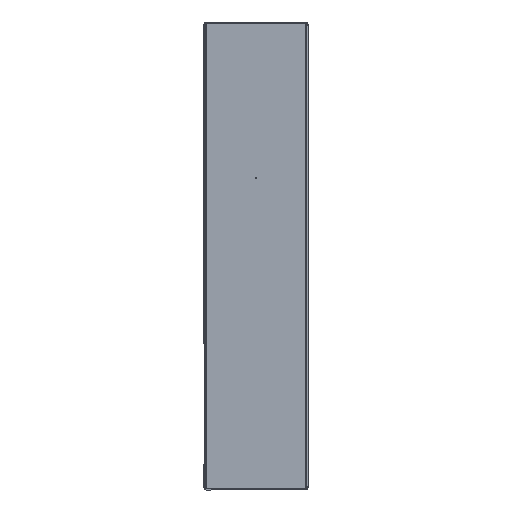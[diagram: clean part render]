
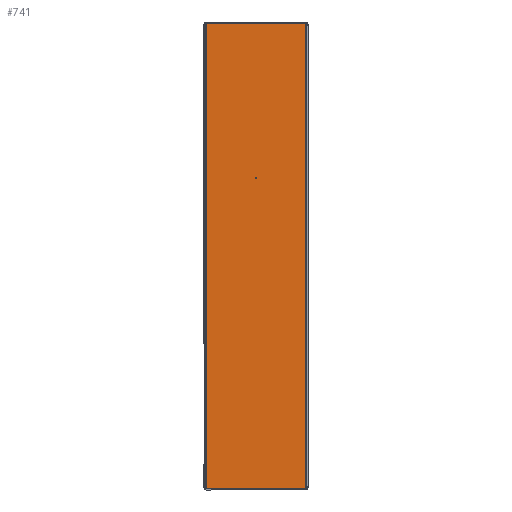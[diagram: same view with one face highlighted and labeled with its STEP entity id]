
A CAD part, left-side view. The second image highlights one B-rep face of the part: STEP entity #741.
In plain terms, the highlighted face is planar.
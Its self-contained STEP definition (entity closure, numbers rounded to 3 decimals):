
#52 = AXIS2_PLACEMENT_3D ( 'NONE', #102, #119, #1850 ) ;
#102 = CARTESIAN_POINT ( 'NONE',  ( -148.83, 48., 0. ) ) ;
#119 = DIRECTION ( 'NONE',  ( 0., 0., -1. ) ) ;
#143 = CARTESIAN_POINT ( 'NONE',  ( 0., 0., 0. ) ) ;
#248 = VERTEX_POINT ( 'NONE', #2164 ) ;
#290 = CARTESIAN_POINT ( 'NONE',  ( 0., 0., 0. ) ) ;
#363 = CARTESIAN_POINT ( 'NONE',  ( -447.66, 0., 0. ) ) ;
#412 = DIRECTION ( 'NONE',  ( 0., 0., -1. ) ) ;
#490 = LINE ( 'NONE', #1220, #1534 ) ;
#492 = VERTEX_POINT ( 'NONE', #2112 ) ;
#548 = EDGE_LOOP ( 'NONE', ( #2073, #1192, #954, #1122 ) ) ;
#579 = ORIENTED_EDGE ( 'NONE', *, *, #604, .T. ) ;
#604 = EDGE_CURVE ( 'NONE', #492, #1461, #1769, .T. ) ;
#659 = LINE ( 'NONE', #143, #1475 ) ;
#725 = EDGE_LOOP ( 'NONE', ( #2426, #579 ) ) ;
#741 = ADVANCED_FACE ( 'NONE', ( #1962, #1952 ), #1030, .T. ) ;
#792 = VECTOR ( 'NONE', #2232, 1000. ) ;
#848 = EDGE_CURVE ( 'NONE', #248, #2037, #2026, .T. ) ;
#854 = VECTOR ( 'NONE', #1111, 1000. ) ;
#868 = CARTESIAN_POINT ( 'NONE',  ( 0., 0., 0. ) ) ;
#871 = VERTEX_POINT ( 'NONE', #1270 ) ;
#954 = ORIENTED_EDGE ( 'NONE', *, *, #1502, .T. ) ;
#991 = CARTESIAN_POINT ( 'NONE',  ( -148.83, 48., 0. ) ) ;
#1030 = PLANE ( 'NONE',  #1689 ) ;
#1047 = VERTEX_POINT ( 'NONE', #2147 ) ;
#1050 = DIRECTION ( 'NONE',  ( 0., 0., 1. ) ) ;
#1111 = DIRECTION ( 'NONE',  ( 0., -1., 0. ) ) ;
#1122 = ORIENTED_EDGE ( 'NONE', *, *, #848, .T. ) ;
#1192 = ORIENTED_EDGE ( 'NONE', *, *, #2363, .T. ) ;
#1220 = CARTESIAN_POINT ( 'NONE',  ( 0., 96., 0. ) ) ;
#1270 = CARTESIAN_POINT ( 'NONE',  ( 0., 96., 0. ) ) ;
#1395 = DIRECTION ( 'NONE',  ( -1., 0., 0. ) ) ;
#1397 = DIRECTION ( 'NONE',  ( 1., 0., 0. ) ) ;
#1450 = EDGE_CURVE ( 'NONE', #2037, #871, #659, .T. ) ;
#1461 = VERTEX_POINT ( 'NONE', #2336 ) ;
#1475 = VECTOR ( 'NONE', #1966, 1000. ) ;
#1502 = EDGE_CURVE ( 'NONE', #1047, #248, #2212, .T. ) ;
#1516 = CIRCLE ( 'NONE', #52, 0.5 ) ;
#1534 = VECTOR ( 'NONE', #1395, 1000. ) ;
#1689 = AXIS2_PLACEMENT_3D ( 'NONE', #290, #1050, #1397 ) ;
#1742 = DIRECTION ( 'NONE',  ( 1., 0., 0. ) ) ;
#1769 = CIRCLE ( 'NONE', #2224, 0.5 ) ;
#1850 = DIRECTION ( 'NONE',  ( 1., 0., 0. ) ) ;
#1952 = FACE_OUTER_BOUND ( 'NONE', #548, .T. ) ;
#1962 = FACE_BOUND ( 'NONE', #725, .T. ) ;
#1966 = DIRECTION ( 'NONE',  ( 0., 1., 0. ) ) ;
#2015 = CARTESIAN_POINT ( 'NONE',  ( 0., 0., 0. ) ) ;
#2026 = LINE ( 'NONE', #2015, #792 ) ;
#2027 = EDGE_CURVE ( 'NONE', #1461, #492, #1516, .T. ) ;
#2037 = VERTEX_POINT ( 'NONE', #868 ) ;
#2073 = ORIENTED_EDGE ( 'NONE', *, *, #1450, .T. ) ;
#2112 = CARTESIAN_POINT ( 'NONE',  ( -148.33, 48., 0. ) ) ;
#2147 = CARTESIAN_POINT ( 'NONE',  ( -447.66, 96., 0. ) ) ;
#2164 = CARTESIAN_POINT ( 'NONE',  ( -447.66, 0., 0. ) ) ;
#2212 = LINE ( 'NONE', #363, #854 ) ;
#2224 = AXIS2_PLACEMENT_3D ( 'NONE', #991, #412, #1742 ) ;
#2232 = DIRECTION ( 'NONE',  ( 1., 0., 0. ) ) ;
#2336 = CARTESIAN_POINT ( 'NONE',  ( -149.33, 48., 0. ) ) ;
#2363 = EDGE_CURVE ( 'NONE', #871, #1047, #490, .T. ) ;
#2426 = ORIENTED_EDGE ( 'NONE', *, *, #2027, .T. ) ;
